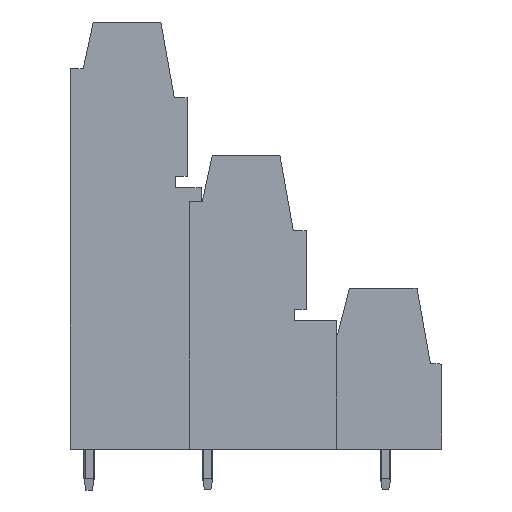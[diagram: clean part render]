
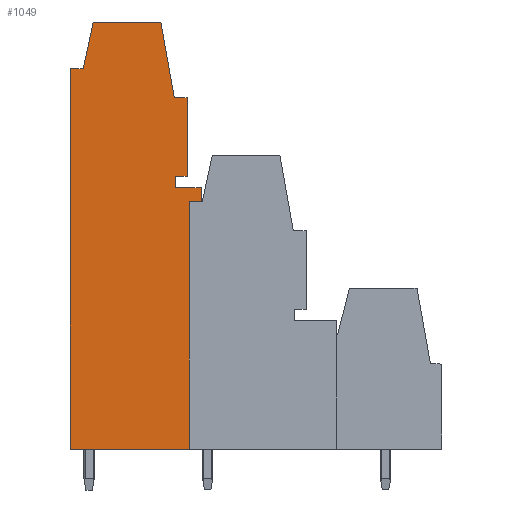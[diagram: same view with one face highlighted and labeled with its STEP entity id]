
A CAD part, left-side view. The second image highlights one B-rep face of the part: STEP entity #1049.
In plain terms, the highlighted planar face has unit normal (-1, 0, 0).
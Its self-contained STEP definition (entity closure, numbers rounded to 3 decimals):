
#852=AXIS2_PLACEMENT_3D('Plane Axis2P3D',#849,#850,#851) ;
#737=CARTESIAN_POINT('Vertex',(2.54,20.6,24.7)) ;
#740=CARTESIAN_POINT('Line Origine',(2.54,21.1,24.7)) ;
#744=CARTESIAN_POINT('Vertex',(2.54,21.6,24.7)) ;
#770=CARTESIAN_POINT('Vertex',(2.54,21.6,3.5)) ;
#773=CARTESIAN_POINT('Line Origine',(2.54,26.7,3.5)) ;
#777=CARTESIAN_POINT('Vertex',(2.54,31.8,3.5)) ;
#849=CARTESIAN_POINT('Axis2P3D Location',(2.54,35.177,3.5)) ;
#953=CARTESIAN_POINT('Line Origine',(2.54,20.6,25.3)) ;
#957=CARTESIAN_POINT('Vertex',(2.54,20.6,25.9)) ;
#960=CARTESIAN_POINT('Line Origine',(2.54,21.7,25.9)) ;
#964=CARTESIAN_POINT('Vertex',(2.54,22.8,25.9)) ;
#967=CARTESIAN_POINT('Line Origine',(2.54,22.8,26.4)) ;
#971=CARTESIAN_POINT('Vertex',(2.54,22.8,26.9)) ;
#974=CARTESIAN_POINT('Line Origine',(2.54,22.3,26.9)) ;
#978=CARTESIAN_POINT('Vertex',(2.54,21.8,26.9)) ;
#981=CARTESIAN_POINT('Line Origine',(2.54,21.8,30.25)) ;
#985=CARTESIAN_POINT('Vertex',(2.54,21.8,33.6)) ;
#988=CARTESIAN_POINT('Line Origine',(2.54,22.352,33.6)) ;
#992=CARTESIAN_POINT('Vertex',(2.54,22.904,33.6)) ;
#995=CARTESIAN_POINT('Line Origine',(2.54,23.477,36.85)) ;
#999=CARTESIAN_POINT('Vertex',(2.54,24.05,40.1)) ;
#1002=CARTESIAN_POINT('Line Origine',(2.54,26.95,40.1)) ;
#1006=CARTESIAN_POINT('Vertex',(2.54,29.85,40.1)) ;
#1009=CARTESIAN_POINT('Line Origine',(2.54,30.275,38.1)) ;
#1013=CARTESIAN_POINT('Vertex',(2.54,30.7,36.1)) ;
#1016=CARTESIAN_POINT('Line Origine',(2.54,31.25,36.1)) ;
#1020=CARTESIAN_POINT('Vertex',(2.54,31.8,36.1)) ;
#1023=CARTESIAN_POINT('Line Origine',(2.54,31.8,19.8)) ;
#1028=CARTESIAN_POINT('Line Origine',(2.54,21.6,14.1)) ;
#741=DIRECTION('Vector Direction',(0.,1.,0.)) ;
#774=DIRECTION('Vector Direction',(0.,-1.,0.)) ;
#850=DIRECTION('Axis2P3D Direction',(-1.,0.,0.)) ;
#851=DIRECTION('Axis2P3D XDirection',(0.,-1.,0.)) ;
#954=DIRECTION('Vector Direction',(0.,0.,1.)) ;
#961=DIRECTION('Vector Direction',(0.,1.,0.)) ;
#968=DIRECTION('Vector Direction',(0.,0.,-1.)) ;
#975=DIRECTION('Vector Direction',(0.,1.,0.)) ;
#982=DIRECTION('Vector Direction',(0.,0.,-1.)) ;
#989=DIRECTION('Vector Direction',(0.,-1.,0.)) ;
#996=DIRECTION('Vector Direction',(0.,-0.174,-0.985)) ;
#1003=DIRECTION('Vector Direction',(0.,-1.,0.)) ;
#1010=DIRECTION('Vector Direction',(0.,-0.208,0.978)) ;
#1017=DIRECTION('Vector Direction',(0.,-1.,0.)) ;
#1024=DIRECTION('Vector Direction',(0.,0.,1.)) ;
#1029=DIRECTION('Vector Direction',(0.,0.,1.)) ;
#742=VECTOR('Line Direction',#741,1.) ;
#775=VECTOR('Line Direction',#774,1.) ;
#955=VECTOR('Line Direction',#954,1.) ;
#962=VECTOR('Line Direction',#961,1.) ;
#969=VECTOR('Line Direction',#968,1.) ;
#976=VECTOR('Line Direction',#975,1.) ;
#983=VECTOR('Line Direction',#982,1.) ;
#990=VECTOR('Line Direction',#989,1.) ;
#997=VECTOR('Line Direction',#996,1.) ;
#1004=VECTOR('Line Direction',#1003,1.) ;
#1011=VECTOR('Line Direction',#1010,1.) ;
#1018=VECTOR('Line Direction',#1017,1.) ;
#1025=VECTOR('Line Direction',#1024,1.) ;
#1030=VECTOR('Line Direction',#1029,1.) ;
#1034=ORIENTED_EDGE('',*,*,#959,.T.) ;
#1035=ORIENTED_EDGE('',*,*,#966,.T.) ;
#1036=ORIENTED_EDGE('',*,*,#973,.F.) ;
#1037=ORIENTED_EDGE('',*,*,#980,.F.) ;
#1038=ORIENTED_EDGE('',*,*,#987,.F.) ;
#1039=ORIENTED_EDGE('',*,*,#994,.F.) ;
#1040=ORIENTED_EDGE('',*,*,#1001,.F.) ;
#1041=ORIENTED_EDGE('',*,*,#1008,.F.) ;
#1042=ORIENTED_EDGE('',*,*,#1015,.F.) ;
#1043=ORIENTED_EDGE('',*,*,#1022,.F.) ;
#1044=ORIENTED_EDGE('',*,*,#1027,.F.) ;
#1045=ORIENTED_EDGE('',*,*,#779,.T.) ;
#1046=ORIENTED_EDGE('',*,*,#1032,.T.) ;
#1047=ORIENTED_EDGE('',*,*,#746,.F.) ;
#1049=ADVANCED_FACE('HOUSING',(#1048),#853,.T.) ;
#746=EDGE_CURVE('',#738,#745,#743,.T.) ;
#779=EDGE_CURVE('',#778,#771,#776,.T.) ;
#959=EDGE_CURVE('',#738,#958,#956,.T.) ;
#966=EDGE_CURVE('',#958,#965,#963,.T.) ;
#973=EDGE_CURVE('',#972,#965,#970,.T.) ;
#980=EDGE_CURVE('',#979,#972,#977,.T.) ;
#987=EDGE_CURVE('',#986,#979,#984,.T.) ;
#994=EDGE_CURVE('',#993,#986,#991,.T.) ;
#1001=EDGE_CURVE('',#1000,#993,#998,.T.) ;
#1008=EDGE_CURVE('',#1007,#1000,#1005,.T.) ;
#1015=EDGE_CURVE('',#1014,#1007,#1012,.T.) ;
#1022=EDGE_CURVE('',#1021,#1014,#1019,.T.) ;
#1027=EDGE_CURVE('',#778,#1021,#1026,.T.) ;
#1032=EDGE_CURVE('',#771,#745,#1031,.T.) ;
#1033=EDGE_LOOP('',(#1034,#1035,#1036,#1037,#1038,#1039,#1040,#1041,#1042,#1043,#1044,#1045,#1046,#1047)) ;
#1048=FACE_OUTER_BOUND('',#1033,.T.) ;
#743=LINE('Line',#740,#742) ;
#776=LINE('Line',#773,#775) ;
#956=LINE('Line',#953,#955) ;
#963=LINE('Line',#960,#962) ;
#970=LINE('Line',#967,#969) ;
#977=LINE('Line',#974,#976) ;
#984=LINE('Line',#981,#983) ;
#991=LINE('Line',#988,#990) ;
#998=LINE('Line',#995,#997) ;
#1005=LINE('Line',#1002,#1004) ;
#1012=LINE('Line',#1009,#1011) ;
#1019=LINE('Line',#1016,#1018) ;
#1026=LINE('Line',#1023,#1025) ;
#1031=LINE('Line',#1028,#1030) ;
#853=PLANE('',#852) ;
#738=VERTEX_POINT('',#737) ;
#745=VERTEX_POINT('',#744) ;
#771=VERTEX_POINT('',#770) ;
#778=VERTEX_POINT('',#777) ;
#958=VERTEX_POINT('',#957) ;
#965=VERTEX_POINT('',#964) ;
#972=VERTEX_POINT('',#971) ;
#979=VERTEX_POINT('',#978) ;
#986=VERTEX_POINT('',#985) ;
#993=VERTEX_POINT('',#992) ;
#1000=VERTEX_POINT('',#999) ;
#1007=VERTEX_POINT('',#1006) ;
#1014=VERTEX_POINT('',#1013) ;
#1021=VERTEX_POINT('',#1020) ;
